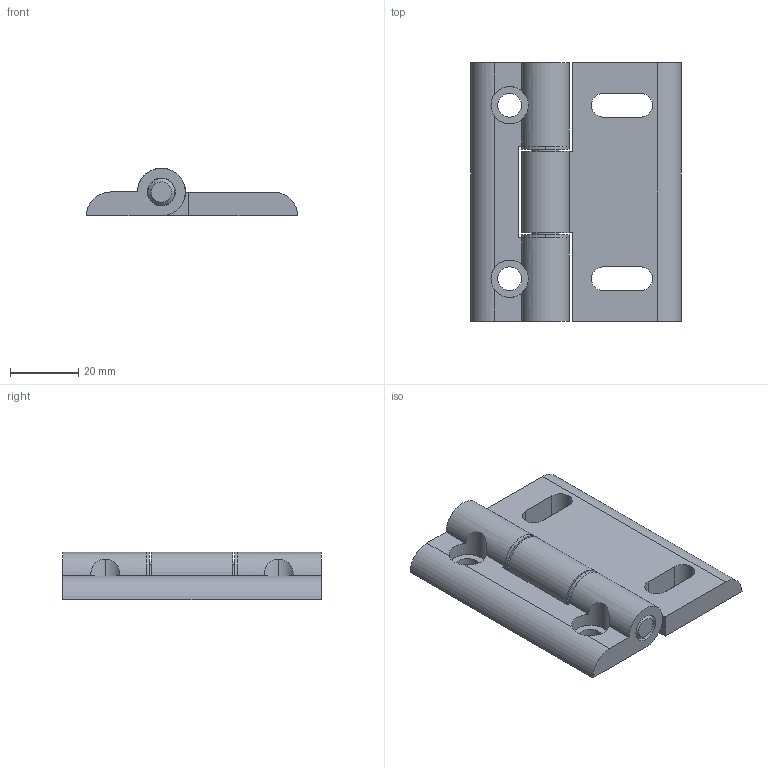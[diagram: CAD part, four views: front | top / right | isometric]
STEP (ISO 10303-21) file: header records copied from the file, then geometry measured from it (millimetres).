
FILE_DESCRIPTION (( 'STEP AP214' ), '1' );
FILE_NAME ('084.500.008.STEP', '2019-10-11T13:06:56', ( '' ), ( '' ), 'SwSTEP 2.0', 'SolidWorks 2018', '' );
FILE_SCHEMA (( 'AUTOMOTIVE_DESIGN' ));
Length unit declared in the file: millimetre
Products named in the file (5): 084.500.008; PERNO CERNIERA_084.500.008 A; 084.500.008b_084.500.002.A; 084.500.008a_084.500.001.A; 084.500.001.C
Assembly tree (5 placements, depth 2):
  084.500.008
    084.500.008b_084.500.002.A
    084.500.008a_084.500.001.A
    084.500.001.C  x2
    PERNO CERNIERA_084.500.008 A
Bounding box: 62 x 76 x 14.1 mm (x, y, z)
Volume: 32853.4 mm3; surface area: 17421.5 mm2
Topology: 5 solids, 5 shells, 190 faces, 456 edges, 276 vertices
Faces by surface type: plane 149, cylinder 37, cone 4
Entity records: 5620 total; most frequent: CARTESIAN_POINT 1016, DIRECTION 970, ORIENTED_EDGE 888, EDGE_CURVE 444, AXIS2_PLACEMENT_3D 342, VECTOR 286, LINE 286, VERTEX_POINT 268
